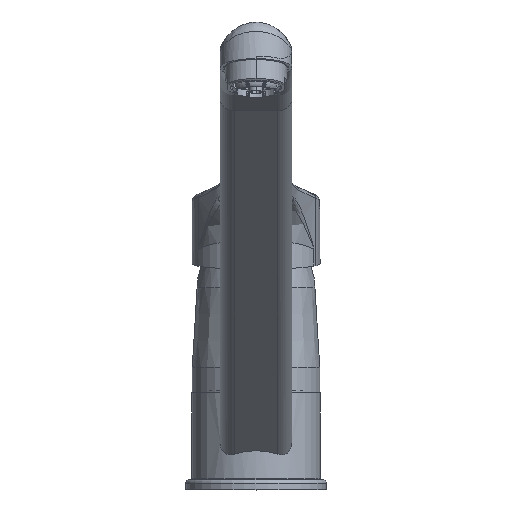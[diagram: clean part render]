
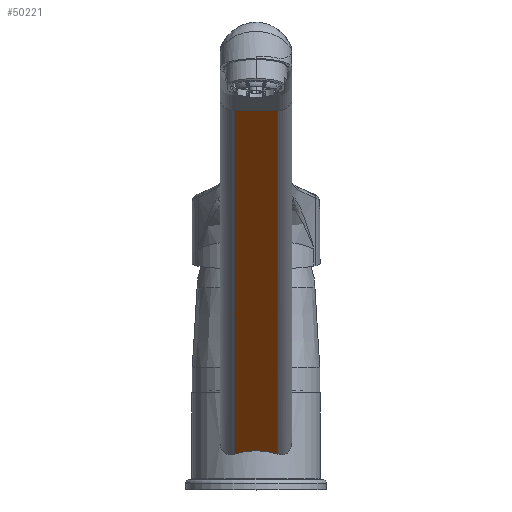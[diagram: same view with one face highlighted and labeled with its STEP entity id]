
A CAD part, top view. The second image highlights one B-rep face of the part: STEP entity #50221.
In plain terms, the highlighted planar face has unit normal (0, -0.75, 0.661).
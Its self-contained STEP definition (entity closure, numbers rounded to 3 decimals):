
#19149=DIRECTION('',(1.,0.,0.));
#19150=VECTOR('',#19149,17.);
#19151=CARTESIAN_POINT('',(-8.5,145.567,175.284));
#19152=LINE('',#19151,#19150);
#19235=DIRECTION('',(0.,0.662,0.75));
#19236=VECTOR('',#19235,202.385);
#19237=CARTESIAN_POINT('',(8.5,11.685,23.511));
#19238=LINE('',#19237,#19236);
#19239=CARTESIAN_POINT('',(8.5,11.685,23.511));
#19240=CARTESIAN_POINT('',(7.083,12.137,24.023));
#19241=CARTESIAN_POINT('',(4.25,12.788,24.761));
#19242=CARTESIAN_POINT('',(0.,13.105,25.12));
#19243=CARTESIAN_POINT('',(-4.25,12.788,
24.761));
#19244=CARTESIAN_POINT('',(-7.083,12.137,
24.023));
#19245=CARTESIAN_POINT('',(-8.5,11.685,
23.511));
#19247=DIRECTION('',(0.,0.662,0.75));
#19248=VECTOR('',#19247,202.385);
#19249=CARTESIAN_POINT('',(-8.5,11.685,
23.511));
#19250=LINE('',#19249,#19248);
#19251=CARTESIAN_POINT('',(-8.5,11.685,
23.511));
#20449=CARTESIAN_POINT('',(-8.5,145.567,175.284));
#20450=VERTEX_POINT('',#20449);
#20451=CARTESIAN_POINT('',(8.5,145.567,175.284));
#20452=VERTEX_POINT('',#20451);
#20600=VERTEX_POINT('',#19251);
#20601=VERTEX_POINT('',#19239);
#50209=CARTESIAN_POINT('',(-8.5,4.144,14.961));
#50210=DIRECTION('',(0.,-0.75,0.662));
#50211=DIRECTION('',(1.,0.,0.));
#50212=AXIS2_PLACEMENT_3D('',#50209,#50210,#50211);
#50213=PLANE('',#50212);
#50214=ORIENTED_EDGE('',*,*,#45845,.T.);
#50216=ORIENTED_EDGE('',*,*,#50215,.T.);
#50217=ORIENTED_EDGE('',*,*,#50114,.T.);
#50218=ORIENTED_EDGE('',*,*,#50194,.F.);
#50219=EDGE_LOOP('',(#50214,#50216,#50217,#50218));
#50220=FACE_OUTER_BOUND('',#50219,.F.);
#50221=ADVANCED_FACE('',(#50220),#50213,.T.);
#19246=B_SPLINE_CURVE_WITH_KNOTS('',3,(#19239,#19240,#19241,#19242,#19243,
#19244,#19245),.UNSPECIFIED.,.F.,.F.,(4,1,1,1,4),(0.,0.25,0.5,0.75,
1.),.UNSPECIFIED.);
#45845=EDGE_CURVE('',#20601,#20600,#19246,.T.);
#50114=EDGE_CURVE('',#20450,#20452,#19152,.T.);
#50194=EDGE_CURVE('',#20601,#20452,#19238,.T.);
#50215=EDGE_CURVE('',#20600,#20450,#19250,.T.);
